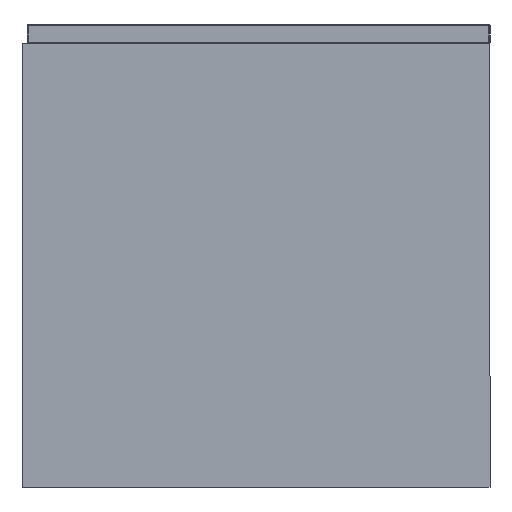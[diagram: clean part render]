
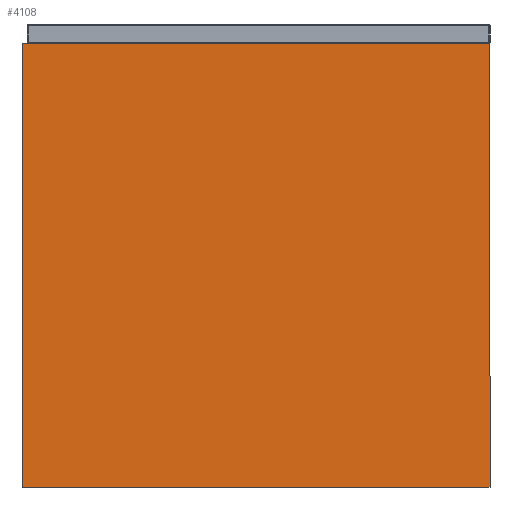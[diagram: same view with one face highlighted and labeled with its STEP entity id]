
A CAD part, left-side view. The second image highlights one B-rep face of the part: STEP entity #4108.
In plain terms, the highlighted face is planar.
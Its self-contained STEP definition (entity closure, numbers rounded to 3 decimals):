
#59 = VECTOR ( 'NONE', #4201, 1000. ) ;
#419 = CARTESIAN_POINT ( 'NONE',  ( 353.5, 450., -213.5 ) ) ;
#460 = ORIENTED_EDGE ( 'NONE', *, *, #3458, .T. ) ;
#503 = DIRECTION ( 'NONE',  ( 0., -1., 0. ) ) ;
#666 = AXIS2_PLACEMENT_3D ( 'NONE', #3720, #2529, #4844 ) ;
#690 = CARTESIAN_POINT ( 'NONE',  ( 353.5, 0., -213.5 ) ) ;
#1271 = LINE ( 'NONE', #2403, #4084 ) ;
#1372 = PLANE ( 'NONE',  #666 ) ;
#1404 = EDGE_CURVE ( 'NONE', #2102, #3420, #3862, .T. ) ;
#1488 = CARTESIAN_POINT ( 'NONE',  ( 353.5, 450., 213.5 ) ) ;
#1680 = VECTOR ( 'NONE', #2081, 1000. ) ;
#2079 = CARTESIAN_POINT ( 'NONE',  ( 353.5, 0., -213.5 ) ) ;
#2081 = DIRECTION ( 'NONE',  ( 0., 0., 1. ) ) ;
#2102 = VERTEX_POINT ( 'NONE', #2079 ) ;
#2355 = CARTESIAN_POINT ( 'NONE',  ( 353.5, 0., 213.5 ) ) ;
#2403 = CARTESIAN_POINT ( 'NONE',  ( 353.5, 450., 213.5 ) ) ;
#2451 = CARTESIAN_POINT ( 'NONE',  ( 353.5, 450., -213.5 ) ) ;
#2529 = DIRECTION ( 'NONE',  ( 1., 0., 0. ) ) ;
#2539 = EDGE_LOOP ( 'NONE', ( #3408, #3722, #4918, #460 ) ) ;
#2562 = VERTEX_POINT ( 'NONE', #419 ) ;
#2576 = FACE_OUTER_BOUND ( 'NONE', #2539, .T. ) ;
#2836 = LINE ( 'NONE', #2451, #1680 ) ;
#2843 = DIRECTION ( 'NONE',  ( 0., -1., 0. ) ) ;
#3116 = EDGE_CURVE ( 'NONE', #2562, #4989, #2836, .T. ) ;
#3212 = LINE ( 'NONE', #4753, #3435 ) ;
#3408 = ORIENTED_EDGE ( 'NONE', *, *, #1404, .F. ) ;
#3420 = VERTEX_POINT ( 'NONE', #2355 ) ;
#3435 = VECTOR ( 'NONE', #2843, 1000. ) ;
#3458 = EDGE_CURVE ( 'NONE', #4989, #3420, #1271, .T. ) ;
#3720 = CARTESIAN_POINT ( 'NONE',  ( 353.5, 450., -213.5 ) ) ;
#3722 = ORIENTED_EDGE ( 'NONE', *, *, #4876, .F. ) ;
#3862 = LINE ( 'NONE', #690, #59 ) ;
#4084 = VECTOR ( 'NONE', #503, 1000. ) ;
#4108 = ADVANCED_FACE ( 'NONE', ( #2576 ), #1372, .T. ) ;
#4201 = DIRECTION ( 'NONE',  ( 0., 0., 1. ) ) ;
#4753 = CARTESIAN_POINT ( 'NONE',  ( 353.5, 450., -213.5 ) ) ;
#4844 = DIRECTION ( 'NONE',  ( 0., 0., -1. ) ) ;
#4876 = EDGE_CURVE ( 'NONE', #2562, #2102, #3212, .T. ) ;
#4918 = ORIENTED_EDGE ( 'NONE', *, *, #3116, .T. ) ;
#4989 = VERTEX_POINT ( 'NONE', #1488 ) ;
